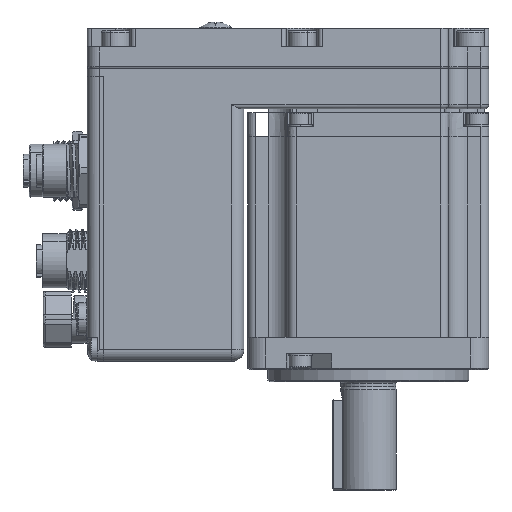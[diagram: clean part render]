
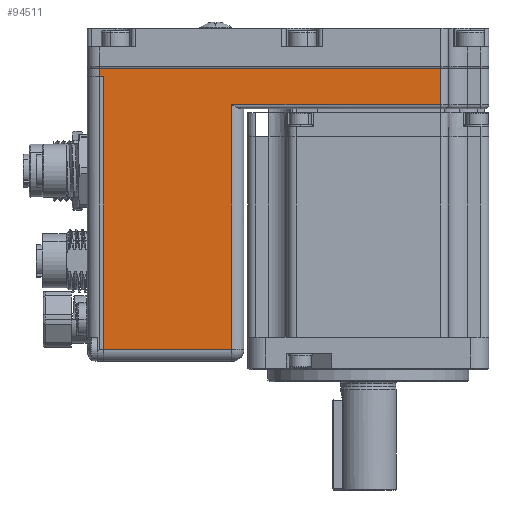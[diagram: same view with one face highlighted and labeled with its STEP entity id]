
A CAD part, front view. The second image highlights one B-rep face of the part: STEP entity #94511.
In plain terms, the highlighted planar face has unit normal (0, -1, 0).
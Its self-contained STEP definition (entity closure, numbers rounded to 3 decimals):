
#1235 = EDGE_CURVE ( 'NONE', #17595, #10399, #9393, .T. ) ;
#3505 = LINE ( 'NONE', #43920, #96276 ) ;
#4121 = ORIENTED_EDGE ( 'NONE', *, *, #22871, .T. ) ;
#4267 = DIRECTION ( 'NONE',  ( 1., 0., 0. ) ) ;
#4474 = ORIENTED_EDGE ( 'NONE', *, *, #1235, .F. ) ;
#6578 = EDGE_LOOP ( 'NONE', ( #64394, #75820, #28447, #85320, #4121, #33732, #4474, #84221 ) ) ;
#8941 = EDGE_CURVE ( 'NONE', #86766, #98948, #68027, .T. ) ;
#9393 = LINE ( 'NONE', #58711, #23979 ) ;
#9826 = VERTEX_POINT ( 'NONE', #65853 ) ;
#10399 = VERTEX_POINT ( 'NONE', #66708 ) ;
#17391 = LINE ( 'NONE', #54907, #46660 ) ;
#17595 = VERTEX_POINT ( 'NONE', #75525 ) ;
#19562 = DIRECTION ( 'NONE',  ( 1., 0., 0. ) ) ;
#20074 = CARTESIAN_POINT ( 'NONE',  ( 57.433, -30.734, 103.5 ) ) ;
#21085 = CARTESIAN_POINT ( 'NONE',  ( -27.567, -30.734, 103.5 ) ) ;
#22200 = AXIS2_PLACEMENT_3D ( 'NONE', #43954, #29267, #83475 ) ;
#22871 = EDGE_CURVE ( 'NONE', #86766, #28388, #74695, .T. ) ;
#23979 = VECTOR ( 'NONE', #96865, 1000. ) ;
#28388 = VERTEX_POINT ( 'NONE', #61336 ) ;
#28447 = ORIENTED_EDGE ( 'NONE', *, *, #64169, .F. ) ;
#28938 = PLANE ( 'NONE',  #22200 ) ;
#29267 = DIRECTION ( 'NONE',  ( 0., 1., 0. ) ) ;
#33732 = ORIENTED_EDGE ( 'NONE', *, *, #82557, .F. ) ;
#37406 = VECTOR ( 'NONE', #4267, 1000. ) ;
#37621 = CARTESIAN_POINT ( 'NONE',  ( 5.433, -30.734, 33.5 ) ) ;
#40499 = CARTESIAN_POINT ( 'NONE',  ( -27.567, -30.734, 103.5 ) ) ;
#43920 = CARTESIAN_POINT ( 'NONE',  ( 57.433, -30.734, 103.5 ) ) ;
#43954 = CARTESIAN_POINT ( 'NONE',  ( 69.433, -30.734, 103.5 ) ) ;
#44416 = CARTESIAN_POINT ( 'NONE',  ( 69.433, -30.734, 94.5 ) ) ;
#46660 = VECTOR ( 'NONE', #61770, 1000. ) ;
#48158 = DIRECTION ( 'NONE',  ( 1., 0., 0. ) ) ;
#48166 = CARTESIAN_POINT ( 'NONE',  ( 34.261, -30.734, 101.5 ) ) ;
#50338 = CARTESIAN_POINT ( 'NONE',  ( 9.433, -30.734, 103.5 ) ) ;
#50676 = VERTEX_POINT ( 'NONE', #82669 ) ;
#50835 = VECTOR ( 'NONE', #48158, 1000. ) ;
#53828 = DIRECTION ( 'NONE',  ( 0., 0., -1. ) ) ;
#53957 = VECTOR ( 'NONE', #53828, 1000. ) ;
#54907 = CARTESIAN_POINT ( 'NONE',  ( 5.433, -30.734, 103.5 ) ) ;
#55017 = FACE_OUTER_BOUND ( 'NONE', #6578, .T. ) ;
#55811 = VERTEX_POINT ( 'NONE', #37621 ) ;
#58711 = CARTESIAN_POINT ( 'NONE',  ( -26.567, -30.734, 91.5 ) ) ;
#59495 = VECTOR ( 'NONE', #64243, 1000. ) ;
#61336 = CARTESIAN_POINT ( 'NONE',  ( -27.567, -30.734, 101.5 ) ) ;
#61770 = DIRECTION ( 'NONE',  ( 0., 0., 1. ) ) ;
#64169 = EDGE_CURVE ( 'NONE', #98948, #50676, #3505, .T. ) ;
#64243 = DIRECTION ( 'NONE',  ( -1., 0., 0. ) ) ;
#64394 = ORIENTED_EDGE ( 'NONE', *, *, #73260, .T. ) ;
#65853 = CARTESIAN_POINT ( 'NONE',  ( 5.433, -30.734, 94.5 ) ) ;
#66708 = CARTESIAN_POINT ( 'NONE',  ( -26.567, -30.734, 101.5 ) ) ;
#66882 = LINE ( 'NONE', #48166, #59495 ) ;
#68027 = LINE ( 'NONE', #50338, #37406 ) ;
#73260 = EDGE_CURVE ( 'NONE', #55811, #9826, #17391, .T. ) ;
#74695 = LINE ( 'NONE', #21085, #53957 ) ;
#75525 = CARTESIAN_POINT ( 'NONE',  ( -26.567, -30.734, 33.5 ) ) ;
#75660 = DIRECTION ( 'NONE',  ( 0., 0., -1. ) ) ;
#75718 = EDGE_CURVE ( 'NONE', #9826, #50676, #89123, .T. ) ;
#75820 = ORIENTED_EDGE ( 'NONE', *, *, #75718, .T. ) ;
#81761 = VECTOR ( 'NONE', #19562, 1000. ) ;
#82557 = EDGE_CURVE ( 'NONE', #10399, #28388, #66882, .T. ) ;
#82669 = CARTESIAN_POINT ( 'NONE',  ( 57.433, -30.734, 94.5 ) ) ;
#83475 = DIRECTION ( 'NONE',  ( 0., 0., 1. ) ) ;
#84221 = ORIENTED_EDGE ( 'NONE', *, *, #88294, .T. ) ;
#85320 = ORIENTED_EDGE ( 'NONE', *, *, #8941, .F. ) ;
#86659 = CARTESIAN_POINT ( 'NONE',  ( 5.433, -30.734, 33.5 ) ) ;
#86766 = VERTEX_POINT ( 'NONE', #40499 ) ;
#88294 = EDGE_CURVE ( 'NONE', #17595, #55811, #91153, .T. ) ;
#89123 = LINE ( 'NONE', #44416, #81761 ) ;
#91153 = LINE ( 'NONE', #86659, #50835 ) ;
#94511 = ADVANCED_FACE ( 'NONE', ( #55017 ), #28938, .F. ) ;
#96276 = VECTOR ( 'NONE', #75660, 1000. ) ;
#96865 = DIRECTION ( 'NONE',  ( 0., 0., 1. ) ) ;
#98948 = VERTEX_POINT ( 'NONE', #20074 ) ;
